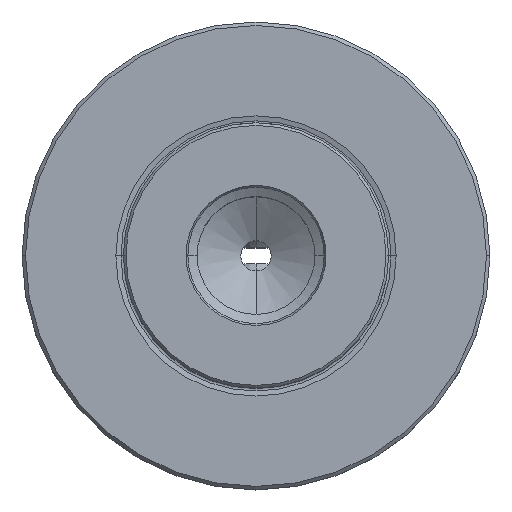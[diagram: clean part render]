
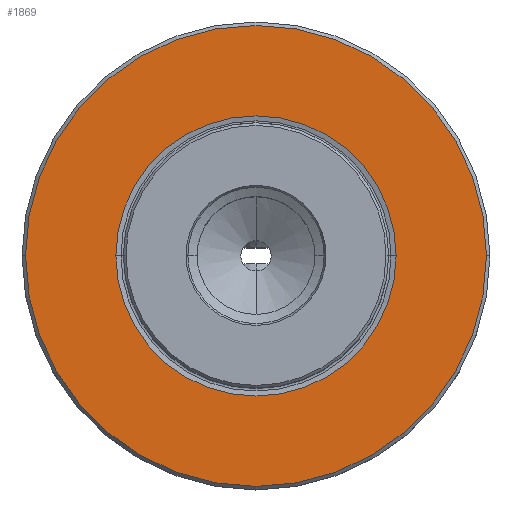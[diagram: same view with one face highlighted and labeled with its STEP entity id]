
A CAD part, top view. The second image highlights one B-rep face of the part: STEP entity #1869.
In plain terms, the highlighted planar face has unit normal (0, 0, 1).
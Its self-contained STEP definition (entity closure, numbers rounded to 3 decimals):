
#1869=ADVANCED_FACE('NONE',(#5286,#5287),#5288,.T.);
#2379=EDGE_CURVE('NONE',#2477,#4481,#5852,.T.);
#2477=VERTEX_POINT('NONE',#5963);
#2513=EDGE_CURVE('NONE',#2851,#3967,#6002,.T.);
#2851=VERTEX_POINT('NONE',#6376);
#3967=VERTEX_POINT('NONE',#7612);
#4481=VERTEX_POINT('NONE',#8174);
#4639=EDGE_CURVE('NONE',#4481,#2477,#8354,.T.);
#4939=EDGE_CURVE('NONE',#3967,#2851,#8684,.T.);
#5286=FACE_OUTER_BOUND('',#9240,.T.);
#5287=FACE_BOUND('',#9241,.T.);
#5288=PLANE('',#9242);
#5852=CIRCLE('',#10762,31.275);
#5963=CARTESIAN_POINT('',(-31.275,0.,0.0));
#6002=CIRCLE('',#11248,19.012);
#6376=CARTESIAN_POINT('',(19.012,0.,0.0));
#7612=CARTESIAN_POINT('',(-19.012,0.,0.0));
#8174=CARTESIAN_POINT('',(31.275,0.,0.0));
#8354=CIRCLE('',#17276,31.275);
#8684=CIRCLE('',#18177,19.012);
#9240=EDGE_LOOP('',(#18876,#18877));
#9241=EDGE_LOOP('',(#18878,#18879));
#9242=AXIS2_PLACEMENT_3D('',#18880,#18881,#18882);
#10762=AXIS2_PLACEMENT_3D('',#19490,#19491,#19492);
#11248=AXIS2_PLACEMENT_3D('',#19645,#19646,#19647);
#17276=AXIS2_PLACEMENT_3D('',#21999,#22000,#22001);
#18177=AXIS2_PLACEMENT_3D('',#22305,#22306,#22307);
#18876=ORIENTED_EDGE('',*,*,#2379,.F.);
#18877=ORIENTED_EDGE('',*,*,#4639,.F.);
#18878=ORIENTED_EDGE('',*,*,#2513,.F.);
#18879=ORIENTED_EDGE('',*,*,#4939,.F.);
#18880=CARTESIAN_POINT('',(-18.0,0.0,0.0));
#18881=DIRECTION('',(-0.0,0.0,1.0));
#18882=DIRECTION('',(0.0,1.0,0.0));
#19490=CARTESIAN_POINT('',(0.0,0.0,0.0));
#19491=DIRECTION('',(0.0,0.0,-1.0));
#19492=DIRECTION('',(0.0,1.0,0.0));
#19645=CARTESIAN_POINT('',(0.0,0.0,0.0));
#19646=DIRECTION('',(0.0,-0.0,1.0));
#19647=DIRECTION('',(0.0,1.0,0.0));
#21999=CARTESIAN_POINT('',(0.0,0.0,0.0));
#22000=DIRECTION('',(0.0,0.0,-1.0));
#22001=DIRECTION('',(0.0,1.0,0.0));
#22305=CARTESIAN_POINT('',(0.0,0.0,0.0));
#22306=DIRECTION('',(0.0,-0.0,1.0));
#22307=DIRECTION('',(0.0,1.0,0.0));
